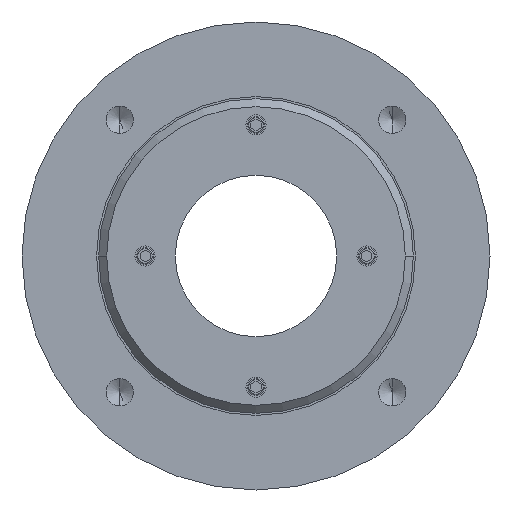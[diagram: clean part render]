
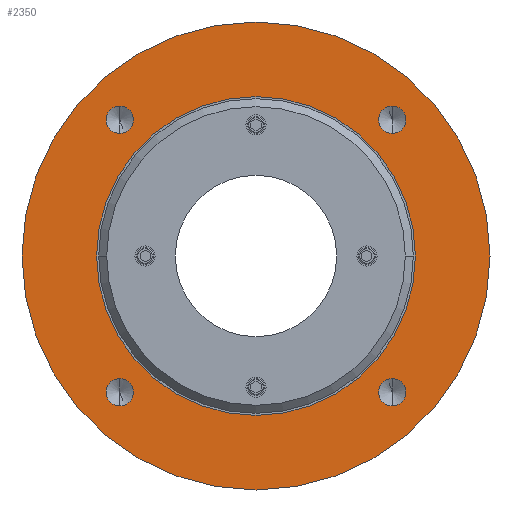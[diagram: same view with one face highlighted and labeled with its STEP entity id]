
A CAD part, front view. The second image highlights one B-rep face of the part: STEP entity #2350.
In plain terms, the highlighted planar face has unit normal (0, -1, 0).
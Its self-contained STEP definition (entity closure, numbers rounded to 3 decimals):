
#1641=CARTESIAN_POINT('',(0.,0.,0.));
#1642=DIRECTION('',(0.,1.,0.));
#1643=DIRECTION('',(1.,0.,0.));
#1644=AXIS2_PLACEMENT_3D('',#1641,#1642,#1643);
#1649=CARTESIAN_POINT('',(0.,0.,0.));
#1650=DIRECTION('',(0.,-1.,0.));
#1651=DIRECTION('',(1.,0.,0.));
#1652=AXIS2_PLACEMENT_3D('',#1649,#1650,#1651);
#1657=CARTESIAN_POINT('',(33.764,0.,-33.764));
#1658=DIRECTION('',(0.,-1.,0.));
#1659=DIRECTION('',(-1.,0.,0.));
#1660=AXIS2_PLACEMENT_3D('',#1657,#1658,#1659);
#1665=CARTESIAN_POINT('',(33.764,0.,-33.764));
#1666=DIRECTION('',(0.,-1.,0.));
#1667=DIRECTION('',(1.,0.,0.));
#1668=AXIS2_PLACEMENT_3D('',#1665,#1666,#1667);
#1673=CARTESIAN_POINT('',(33.764,0.,33.764));
#1674=DIRECTION('',(0.,1.,0.));
#1675=DIRECTION('',(-1.,0.,0.));
#1676=AXIS2_PLACEMENT_3D('',#1673,#1674,#1675);
#1681=CARTESIAN_POINT('',(33.764,0.,33.764));
#1682=DIRECTION('',(0.,1.,0.));
#1683=DIRECTION('',(1.,0.,0.));
#1684=AXIS2_PLACEMENT_3D('',#1681,#1682,#1683);
#1689=CARTESIAN_POINT('',(-33.764,0.,-33.764));
#1690=DIRECTION('',(0.,1.,0.));
#1691=DIRECTION('',(1.,0.,0.));
#1692=AXIS2_PLACEMENT_3D('',#1689,#1690,#1691);
#1697=CARTESIAN_POINT('',(-33.764,0.,-33.764));
#1698=DIRECTION('',(0.,1.,0.));
#1699=DIRECTION('',(-1.,0.,0.));
#1700=AXIS2_PLACEMENT_3D('',#1697,#1698,#1699);
#1705=CARTESIAN_POINT('',(-33.764,0.,33.764));
#1706=DIRECTION('',(0.,-1.,0.));
#1707=DIRECTION('',(1.,0.,0.));
#1708=AXIS2_PLACEMENT_3D('',#1705,#1706,#1707);
#1713=CARTESIAN_POINT('',(-33.764,0.,33.764));
#1714=DIRECTION('',(0.,-1.,0.));
#1715=DIRECTION('',(-1.,0.,0.));
#1716=AXIS2_PLACEMENT_3D('',#1713,#1714,#1715);
#1721=CARTESIAN_POINT('',(0.,0.,0.));
#1722=DIRECTION('',(0.,-1.,0.));
#1723=DIRECTION('',(1.,0.,0.));
#1724=AXIS2_PLACEMENT_3D('',#1721,#1722,#1723);
#1743=CARTESIAN_POINT('',(0.,0.,0.));
#1744=DIRECTION('',(0.,1.,0.));
#1745=DIRECTION('',(1.,0.,0.));
#1746=AXIS2_PLACEMENT_3D('',#1743,#1744,#1745);
#2145=CARTESIAN_POINT('',(58.,0.,0.));
#2147=VERTEX_POINT('',#2145);
#2155=CARTESIAN_POINT('',(-58.,0.,0.));
#2157=VERTEX_POINT('',#2155);
#2171=CARTESIAN_POINT('',(30.364,0.,-33.764));
#2172=CARTESIAN_POINT('',(37.164,0.,-33.764));
#2173=VERTEX_POINT('',#2171);
#2174=VERTEX_POINT('',#2172);
#2181=CARTESIAN_POINT('',(30.364,0.,33.764));
#2182=CARTESIAN_POINT('',(37.164,0.,33.764));
#2183=VERTEX_POINT('',#2181);
#2184=VERTEX_POINT('',#2182);
#2191=CARTESIAN_POINT('',(-30.364,0.,-33.764));
#2192=CARTESIAN_POINT('',(-37.164,0.,-33.764));
#2193=VERTEX_POINT('',#2191);
#2194=VERTEX_POINT('',#2192);
#2201=CARTESIAN_POINT('',(-30.364,0.,33.764));
#2202=CARTESIAN_POINT('',(-37.164,0.,33.764));
#2203=VERTEX_POINT('',#2201);
#2204=VERTEX_POINT('',#2202);
#2206=CARTESIAN_POINT('',(39.5,0.,0.));
#2208=VERTEX_POINT('',#2206);
#2210=CARTESIAN_POINT('',(-39.5,0.,0.));
#2212=VERTEX_POINT('',#2210);
#2311=CARTESIAN_POINT('',(0.,0.,0.));
#2312=DIRECTION('',(0.,-1.,0.));
#2313=DIRECTION('',(-1.,0.,0.));
#2314=AXIS2_PLACEMENT_3D('',#2311,#2312,#2313);
#2315=PLANE('',#2314);
#2317=ORIENTED_EDGE('',*,*,#2316,.F.);
#2319=ORIENTED_EDGE('',*,*,#2318,.T.);
#2320=EDGE_LOOP('',(#2317,#2319));
#2321=FACE_OUTER_BOUND('',#2320,.F.);
#2322=ORIENTED_EDGE('',*,*,#2304,.F.);
#2323=ORIENTED_EDGE('',*,*,#2293,.T.);
#2324=EDGE_LOOP('',(#2322,#2323));
#2325=FACE_BOUND('',#2324,.F.);
#2327=ORIENTED_EDGE('',*,*,#2326,.T.);
#2329=ORIENTED_EDGE('',*,*,#2328,.T.);
#2330=EDGE_LOOP('',(#2327,#2329));
#2331=FACE_BOUND('',#2330,.F.);
#2333=ORIENTED_EDGE('',*,*,#2332,.F.);
#2335=ORIENTED_EDGE('',*,*,#2334,.F.);
#2336=EDGE_LOOP('',(#2333,#2335));
#2337=FACE_BOUND('',#2336,.F.);
#2339=ORIENTED_EDGE('',*,*,#2338,.F.);
#2341=ORIENTED_EDGE('',*,*,#2340,.F.);
#2342=EDGE_LOOP('',(#2339,#2341));
#2343=FACE_BOUND('',#2342,.F.);
#2345=ORIENTED_EDGE('',*,*,#2344,.T.);
#2347=ORIENTED_EDGE('',*,*,#2346,.T.);
#2348=EDGE_LOOP('',(#2345,#2347));
#2349=FACE_BOUND('',#2348,.F.);
#2350=ADVANCED_FACE('',(#2321,#2325,#2331,#2337,#2343,#2349),#2315,.T.);
#1645=CIRCLE('',#1644,39.5);
#1653=CIRCLE('',#1652,39.5);
#1661=CIRCLE('',#1660,3.4);
#1669=CIRCLE('',#1668,3.4);
#1677=CIRCLE('',#1676,3.4);
#1685=CIRCLE('',#1684,3.4);
#1693=CIRCLE('',#1692,3.4);
#1701=CIRCLE('',#1700,3.4);
#1709=CIRCLE('',#1708,3.4);
#1717=CIRCLE('',#1716,3.4);
#1725=CIRCLE('',#1724,58.);
#1747=CIRCLE('',#1746,58.);
#2293=EDGE_CURVE('',#2208,#2212,#1653,.T.);
#2304=EDGE_CURVE('',#2208,#2212,#1645,.T.);
#2316=EDGE_CURVE('',#2147,#2157,#1725,.T.);
#2318=EDGE_CURVE('',#2147,#2157,#1747,.T.);
#2326=EDGE_CURVE('',#2173,#2174,#1661,.T.);
#2328=EDGE_CURVE('',#2174,#2173,#1669,.T.);
#2332=EDGE_CURVE('',#2183,#2184,#1677,.T.);
#2334=EDGE_CURVE('',#2184,#2183,#1685,.T.);
#2338=EDGE_CURVE('',#2193,#2194,#1693,.T.);
#2340=EDGE_CURVE('',#2194,#2193,#1701,.T.);
#2344=EDGE_CURVE('',#2203,#2204,#1709,.T.);
#2346=EDGE_CURVE('',#2204,#2203,#1717,.T.);
